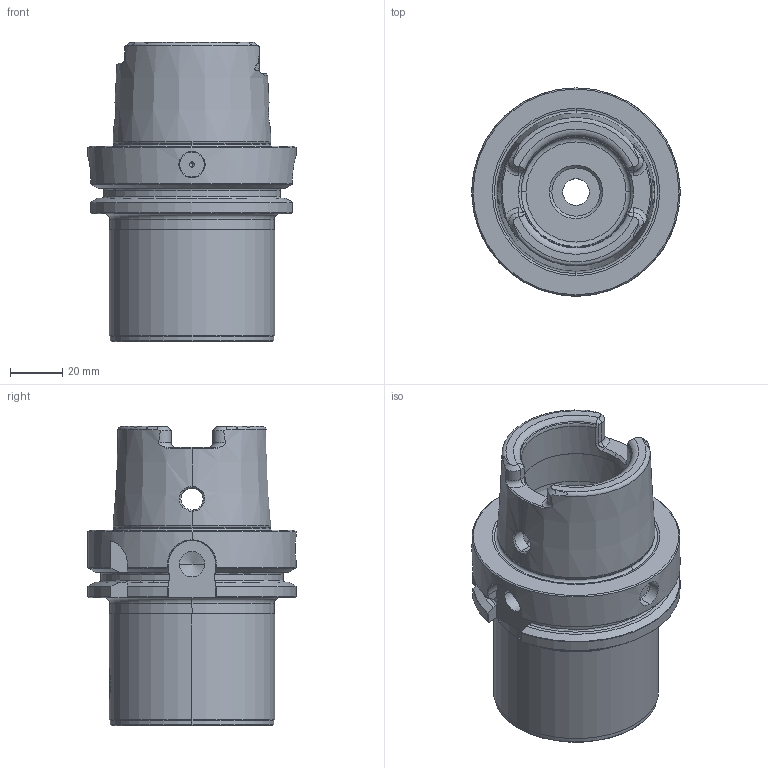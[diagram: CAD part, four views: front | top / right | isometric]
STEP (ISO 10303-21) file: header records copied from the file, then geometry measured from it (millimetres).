
FILE_DESCRIPTION(('no description'),'unknown implementation level');
FILE_NAME('4BEE37EC-2152-4506-9CED-D66208F425C4_export.stp',' ',('CIMSOURCE GmbH'),('CADClick - KiM GmbH - www.kimweb.de'),'unknown preprocess','ACIS','unknown authorization');
FILE_SCHEMA(('automotive_design'));
Length unit declared in the file: millimetre
Products named in the file (2): 324.461 Kaiser HSK-A80 X CK6 X 115|690.436 Kaiser ETL M12 X 18 CK6_Standard;NONE; 324.461 Kaiser HSK-A80 X CK6 X 115|324.461 Kaiser HSK-A80 X CK6 X 115_Standard;NONE
Bounding box: 79.94 x 79.94 x 114.9 mm (x, y, z)
Volume: 245639.9 mm3; surface area: 49123.6 mm2
Topology: 2 solids, 2 shells, 284 faces, 725 edges, 443 vertices
Faces by surface type: cone 90, plane 83, cylinder 63, torus 32, bspline 16
Entity records: 19883 total; most frequent: CARTESIAN_POINT 5213, STYLED_ITEM 1448, PRESENTATION_STYLE_ASSIGNMENT 1448, COLOUR_RGB 1448, ORIENTED_EDGE 1438, DIRECTION 1317, EDGE_CURVE 719, CURVE_STYLE 719
